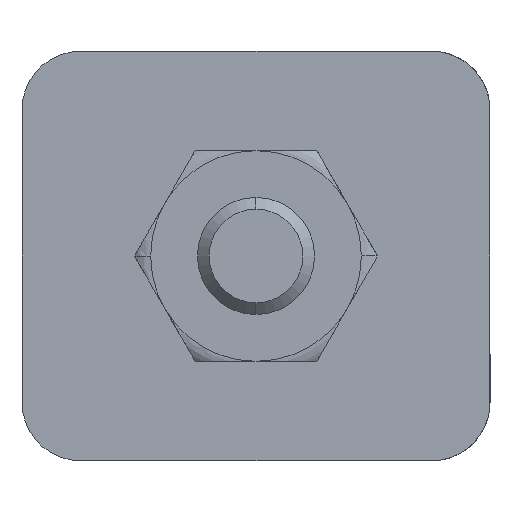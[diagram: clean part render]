
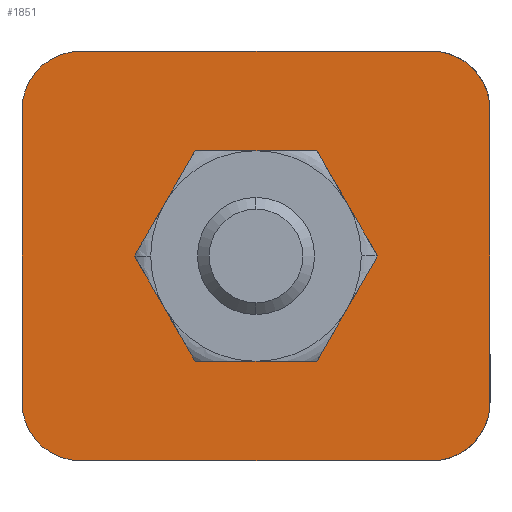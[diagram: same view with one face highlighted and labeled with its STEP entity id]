
A CAD part, front view. The second image highlights one B-rep face of the part: STEP entity #1851.
In plain terms, the highlighted planar face has unit normal (0, -1, 0).
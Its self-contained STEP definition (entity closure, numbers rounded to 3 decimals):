
#1 = CIRCLE ( 'NONE', #528, 5. ) ;
#74 = EDGE_CURVE ( 'NONE', #1024, #144, #1197, .T. ) ;
#126 = CARTESIAN_POINT ( 'NONE',  ( -0.056, -20., -13.451 ) ) ;
#144 = VERTEX_POINT ( 'NONE', #265 ) ;
#192 = CARTESIAN_POINT ( 'NONE',  ( -40., -20., 12.5 ) ) ;
#197 = CARTESIAN_POINT ( 'NONE',  ( -4.525, -20., 17.5 ) ) ;
#212 = CARTESIAN_POINT ( 'NONE',  ( -0.075, -20., 13.595 ) ) ;
#228 = VERTEX_POINT ( 'NONE', #3100 ) ;
#244 = CARTESIAN_POINT ( 'NONE',  ( -5., -20., 17.5 ) ) ;
#265 = CARTESIAN_POINT ( 'NONE',  ( -5., -20., 17.5 ) ) ;
#391 = CARTESIAN_POINT ( 'NONE',  ( -35., -20., 17.5 ) ) ;
#408 = DIRECTION ( 'NONE',  ( 1., 0., 0. ) ) ;
#424 = DIRECTION ( 'NONE',  ( 0., 0., 1. ) ) ;
#433 = DIRECTION ( 'NONE',  ( 0., 0., 1. ) ) ;
#454 = VERTEX_POINT ( 'NONE', #3262 ) ;
#470 = B_SPLINE_CURVE_WITH_KNOTS ( 'NONE', 5,
 ( #3147, #2413, #3163, #1599, #2694, #2399, #3181, #1065, #541, #126, #1097, #2150 ),
 .UNSPECIFIED., .F., .F.,
 ( 6, 3, 3, 6 ),
 ( 0., 3.873, 7.746, 11.107 ),
 .UNSPECIFIED. ) ;
#471 = CARTESIAN_POINT ( 'NONE',  ( 0., -20., 12.5 ) ) ;
#500 = ORIENTED_EDGE ( 'NONE', *, *, #552, .T. ) ;
#517 = ORIENTED_EDGE ( 'NONE', *, *, #2929, .F. ) ;
#528 = AXIS2_PLACEMENT_3D ( 'NONE', #2717, #2487, #433 ) ;
#541 = CARTESIAN_POINT ( 'NONE',  ( -0.169, -20., -13.917 ) ) ;
#552 = EDGE_CURVE ( 'NONE', #1550, #144, #3306, .T. ) ;
#567 = EDGE_CURVE ( 'NONE', #1024, #2961, #954, .T. ) ;
#584 = VERTEX_POINT ( 'NONE', #1224 ) ;
#590 = PLANE ( 'NONE',  #1286 ) ;
#687 = CARTESIAN_POINT ( 'NONE',  ( -0.225, -20., 14.129 ) ) ;
#723 = CARTESIAN_POINT ( 'NONE',  ( -20., -20., 5.5 ) ) ;
#734 = CARTESIAN_POINT ( 'NONE',  ( 0., -20., 13.048 ) ) ;
#765 = ORIENTED_EDGE ( 'NONE', *, *, #1464, .T. ) ;
#767 = CARTESIAN_POINT ( 'NONE',  ( 0., -20., -12.5 ) ) ;
#773 = DIRECTION ( 'NONE',  ( 0., 0., -1. ) ) ;
#795 = AXIS2_PLACEMENT_3D ( 'NONE', #2549, #957, #2304 ) ;
#813 = EDGE_CURVE ( 'NONE', #454, #3009, #2873, .T. ) ;
#934 = DIRECTION ( 'NONE',  ( 0., 1., 0. ) ) ;
#954 = CIRCLE ( 'NONE', #795, 5. ) ;
#957 = DIRECTION ( 'NONE',  ( 0., -1., 0. ) ) ;
#971 = ORIENTED_EDGE ( 'NONE', *, *, #1767, .F. ) ;
#982 = CARTESIAN_POINT ( 'NONE',  ( -40., -20., 17.5 ) ) ;
#989 = CARTESIAN_POINT ( 'NONE',  ( -1.366, -20., 16. ) ) ;
#1024 = VERTEX_POINT ( 'NONE', #1357 ) ;
#1064 = VECTOR ( 'NONE', #1710, 1000. ) ;
#1065 = CARTESIAN_POINT ( 'NONE',  ( -0.53, -20., -14.882 ) ) ;
#1097 = CARTESIAN_POINT ( 'NONE',  ( 0., -20., -12.975 ) ) ;
#1103 = EDGE_CURVE ( 'NONE', #584, #228, #1, .T. ) ;
#1104 = VECTOR ( 'NONE', #408, 1000. ) ;
#1197 = LINE ( 'NONE', #391, #1064 ) ;
#1224 = CARTESIAN_POINT ( 'NONE',  ( -40., -20., -12.5 ) ) ;
#1254 = VERTEX_POINT ( 'NONE', #2308 ) ;
#1258 = CARTESIAN_POINT ( 'NONE',  ( -2.618, -20., 16.97 ) ) ;
#1286 = AXIS2_PLACEMENT_3D ( 'NONE', #1300, #1904, #2363 ) ;
#1300 = CARTESIAN_POINT ( 'NONE',  ( -75., -20., 17.5 ) ) ;
#1321 = CIRCLE ( 'NONE', #2914, 5.5 ) ;
#1340 = AXIS2_PLACEMENT_3D ( 'NONE', #1715, #2757, #424 ) ;
#1357 = CARTESIAN_POINT ( 'NONE',  ( -35., -20., 17.5 ) ) ;
#1429 = CARTESIAN_POINT ( 'NONE',  ( -20., -20., 0. ) ) ;
#1464 = EDGE_CURVE ( 'NONE', #1254, #2832, #470, .T. ) ;
#1550 = VERTEX_POINT ( 'NONE', #2184 ) ;
#1580 = FACE_BOUND ( 'NONE', #2703, .T. ) ;
#1599 = CARTESIAN_POINT ( 'NONE',  ( -3.371, -20., -17.275 ) ) ;
#1710 = DIRECTION ( 'NONE',  ( 1., 0., 0. ) ) ;
#1715 = CARTESIAN_POINT ( 'NONE',  ( -20., -20., 0. ) ) ;
#1759 = CARTESIAN_POINT ( 'NONE',  ( 0., -20., 0. ) ) ;
#1762 = DIRECTION ( 'NONE',  ( 0., 0., 1. ) ) ;
#1767 = EDGE_CURVE ( 'NONE', #1550, #2832, #2307, .T. ) ;
#1851 = ADVANCED_FACE ( 'NONE', ( #2880, #1580 ), #590, .F. ) ;
#1904 = DIRECTION ( 'NONE',  ( 0., 1., 0. ) ) ;
#2055 = ORIENTED_EDGE ( 'NONE', *, *, #74, .F. ) ;
#2088 = ORIENTED_EDGE ( 'NONE', *, *, #2357, .T. ) ;
#2150 = CARTESIAN_POINT ( 'NONE',  ( 0., -20., -12.5 ) ) ;
#2172 = LINE ( 'NONE', #982, #3282 ) ;
#2184 = CARTESIAN_POINT ( 'NONE',  ( 0., -20., 12.5 ) ) ;
#2243 = ORIENTED_EDGE ( 'NONE', *, *, #567, .T. ) ;
#2304 = DIRECTION ( 'NONE',  ( 0., 0., 1. ) ) ;
#2307 = LINE ( 'NONE', #1759, #2879 ) ;
#2308 = CARTESIAN_POINT ( 'NONE',  ( -5., -20., -17.5 ) ) ;
#2316 = ORIENTED_EDGE ( 'NONE', *, *, #813, .T. ) ;
#2357 = EDGE_CURVE ( 'NONE', #228, #1254, #3174, .T. ) ;
#2363 = DIRECTION ( 'NONE',  ( 1., 0., 0. ) ) ;
#2399 = CARTESIAN_POINT ( 'NONE',  ( -1.5, -20., -16.134 ) ) ;
#2413 = CARTESIAN_POINT ( 'NONE',  ( -4.452, -20., -17.5 ) ) ;
#2487 = DIRECTION ( 'NONE',  ( 0., -1., 0. ) ) ;
#2515 = CARTESIAN_POINT ( 'NONE',  ( -1.772, -20., 16.378 ) ) ;
#2549 = CARTESIAN_POINT ( 'NONE',  ( -35., -20., 12.5 ) ) ;
#2563 = CARTESIAN_POINT ( 'NONE',  ( -3.583, -20., 17.331 ) ) ;
#2635 = EDGE_CURVE ( 'NONE', #3009, #454, #1321, .T. ) ;
#2692 = ORIENTED_EDGE ( 'NONE', *, *, #2635, .T. ) ;
#2694 = CARTESIAN_POINT ( 'NONE',  ( -2.357, -20., -16.833 ) ) ;
#2703 = EDGE_LOOP ( 'NONE', ( #2692, #2316 ) ) ;
#2717 = CARTESIAN_POINT ( 'NONE',  ( -35., -20., -12.5 ) ) ;
#2741 = CARTESIAN_POINT ( 'NONE',  ( -35., -20., -17.5 ) ) ;
#2757 = DIRECTION ( 'NONE',  ( 0., 1., 0. ) ) ;
#2820 = CARTESIAN_POINT ( 'NONE',  ( -0.667, -20., 15.143 ) ) ;
#2832 = VERTEX_POINT ( 'NONE', #767 ) ;
#2834 = CARTESIAN_POINT ( 'NONE',  ( -4.049, -20., 17.444 ) ) ;
#2873 = CIRCLE ( 'NONE', #1340, 5.5 ) ;
#2879 = VECTOR ( 'NONE', #773, 1000. ) ;
#2880 = FACE_OUTER_BOUND ( 'NONE', #3285, .T. ) ;
#2914 = AXIS2_PLACEMENT_3D ( 'NONE', #1429, #934, #3040 ) ;
#2929 = EDGE_CURVE ( 'NONE', #584, #2961, #2172, .T. ) ;
#2961 = VERTEX_POINT ( 'NONE', #192 ) ;
#3009 = VERTEX_POINT ( 'NONE', #723 ) ;
#3040 = DIRECTION ( 'NONE',  ( 0., 0., 1. ) ) ;
#3079 = ORIENTED_EDGE ( 'NONE', *, *, #1103, .T. ) ;
#3100 = CARTESIAN_POINT ( 'NONE',  ( -35., -20., -17.5 ) ) ;
#3147 = CARTESIAN_POINT ( 'NONE',  ( -5., -20., -17.5 ) ) ;
#3163 = CARTESIAN_POINT ( 'NONE',  ( -3.905, -20., -17.425 ) ) ;
#3174 = LINE ( 'NONE', #2741, #1104 ) ;
#3181 = CARTESIAN_POINT ( 'NONE',  ( -1.122, -20., -15.728 ) ) ;
#3262 = CARTESIAN_POINT ( 'NONE',  ( -20., -20., -5.5 ) ) ;
#3282 = VECTOR ( 'NONE', #1762, 1000. ) ;
#3285 = EDGE_LOOP ( 'NONE', ( #517, #3079, #2088, #765, #971, #500, #2055, #2243 ) ) ;
#3306 = B_SPLINE_CURVE_WITH_KNOTS ( 'NONE', 5,
 ( #471, #734, #212, #687, #2820, #989, #2515, #1258, #2563, #2834, #197, #244 ),
 .UNSPECIFIED., .F., .F.,
 ( 6, 3, 3, 6 ),
 ( 0., 3.873, 7.746, 11.107 ),
 .UNSPECIFIED. ) ;
